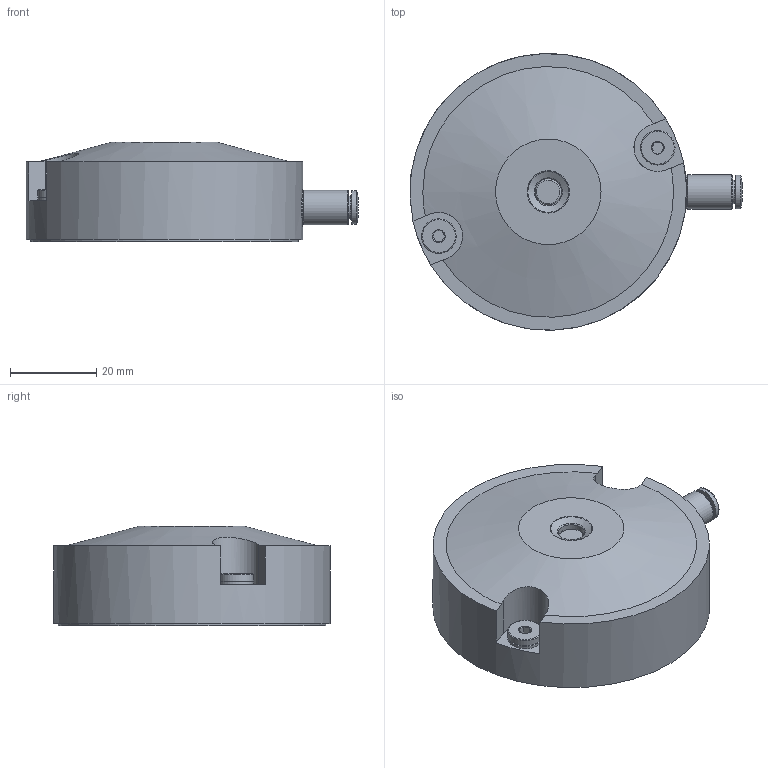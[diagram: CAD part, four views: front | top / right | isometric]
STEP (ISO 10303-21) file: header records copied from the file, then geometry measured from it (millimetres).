
FILE_DESCRIPTION(/* description */ ('Unknown'),/* implementation_level */ '2;1');
FILE_NAME(/* name */ 'RD-64S1',/* time_stamp */ '2024-09-23T15:27:36+02:00',/* author */ ('Unknown'),/* organization */ ('Unknown'),/* preprocessor_version */ 'ST-DEVELOPER v18.104',/* originating_system */ 'Solid Edge',/* authorisation */ 'Unknown');
FILE_SCHEMA (('AUTOMOTIVE_DESIGN {1 0 10303 214 3 1 1}'));
Length unit declared in the file: millimetre
Products named in the file (6): RD-64S1; RD-64S1-Gehäuse; RD-64S1-Graphitpad; 132917 QSM-M5-4-I-R-100; 174308 B-M5-B; DM_D6x6
Assembly tree (6 placements, depth 2):
  RD-64S1
    RD-64S1-Gehäuse
    RD-64S1-Graphitpad
    132917 QSM-M5-4-I-R-100
    174308 B-M5-B  x2
    DM_D6x6
Bounding box: 76.78 x 63.98 x 23 mm (x, y, z)
Volume: 64422.1 mm3; surface area: 19715.1 mm2
Topology: 6 solids, 6 shells, 105 faces, 212 edges, 136 vertices
Faces by surface type: plane 55, cylinder 27, cone 13, torus 9, sphere 1
Full cylindrical faces by diameter (mm): 4 x1, 4.134 x2, 4.2 x1, 5 x3, 5.4 x1, 6 x1, 6.15 x1, 7.2 x2, 7.8 x4, 8 x5, 9 x1, 61.95 x1, 62.05 x1, 64 x1
Entity records: 2668 total; most frequent: CARTESIAN_POINT 376, DIRECTION 360, ORIENTED_EDGE 248, AXIS2_PLACEMENT_3D 157, EDGE_LOOP 144, FACE_BOUND 144, EDGE_CURVE 124, VERTEX_POINT 102
